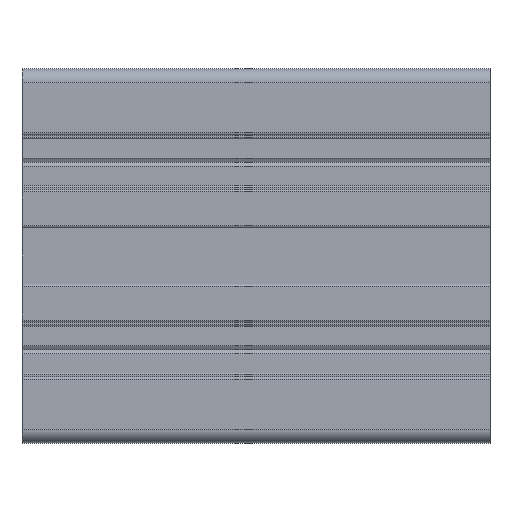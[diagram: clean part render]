
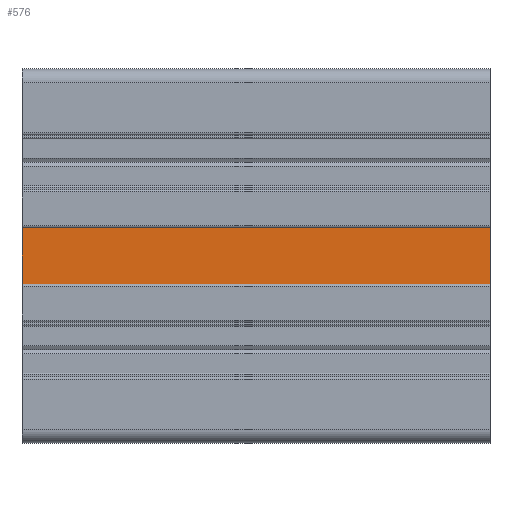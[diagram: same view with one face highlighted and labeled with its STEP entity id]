
A CAD part, left-side view. The second image highlights one B-rep face of the part: STEP entity #576.
In plain terms, the highlighted planar face has unit normal (-1, 0, 0).
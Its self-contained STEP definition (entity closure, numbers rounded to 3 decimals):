
#576 = ADVANCED_FACE( '', ( #1296 ), #1297, .T. );
#1296 = FACE_OUTER_BOUND( '', #2157, .T. );
#1297 = PLANE( '', #2158 );
#2157 = EDGE_LOOP( '', ( #3959, #3960, #3961, #3962 ) );
#2158 = AXIS2_PLACEMENT_3D( '', #3963, #3964, #3965 );
#3959 = ORIENTED_EDGE( '', *, *, #6139, .F. );
#3960 = ORIENTED_EDGE( '', *, *, #5765, .F. );
#3961 = ORIENTED_EDGE( '', *, *, #6053, .T. );
#3962 = ORIENTED_EDGE( '', *, *, #5888, .T. );
#3963 = CARTESIAN_POINT( '', ( -19., 100., 6. ) );
#3964 = DIRECTION( '', ( -1., 0., 0. ) );
#3965 = DIRECTION( '', ( 0., 0., 1. ) );
#5765 = EDGE_CURVE( '', #7155, #7151, #7157, .T. );
#5888 = EDGE_CURVE( '', #7354, #7351, #7355, .T. );
#6053 = EDGE_CURVE( '', #7155, #7354, #7608, .T. );
#6139 = EDGE_CURVE( '', #7151, #7351, #7736, .T. );
#7151 = VERTEX_POINT( '', #9078 );
#7155 = VERTEX_POINT( '', #9084 );
#7157 = LINE( '', #9087, #9088 );
#7351 = VERTEX_POINT( '', #9362 );
#7354 = VERTEX_POINT( '', #9366 );
#7355 = LINE( '', #9367, #9368 );
#7608 = LINE( '', #9726, #9727 );
#7736 = LINE( '', #9902, #9903 );
#9078 = CARTESIAN_POINT( '', ( -19., 0., 6. ) );
#9084 = CARTESIAN_POINT( '', ( -19., 100., 6. ) );
#9087 = CARTESIAN_POINT( '', ( -19., 100., 6. ) );
#9088 = VECTOR( '', #10876, 1000. );
#9362 = CARTESIAN_POINT( '', ( -19., 0., -6. ) );
#9366 = CARTESIAN_POINT( '', ( -19., 100., -6. ) );
#9367 = CARTESIAN_POINT( '', ( -19., 100., -6. ) );
#9368 = VECTOR( '', #10994, 1000. );
#9726 = CARTESIAN_POINT( '', ( -19., 100., 6. ) );
#9727 = VECTOR( '', #11232, 1000. );
#9902 = CARTESIAN_POINT( '', ( -19., 0., 6. ) );
#9903 = VECTOR( '', #11358, 1000. );
#10876 = DIRECTION( '', ( 0., -1., 0. ) );
#10994 = DIRECTION( '', ( 0., -1., 0. ) );
#11232 = DIRECTION( '', ( 0., 0., -1. ) );
#11358 = DIRECTION( '', ( 0., 0., -1. ) );
